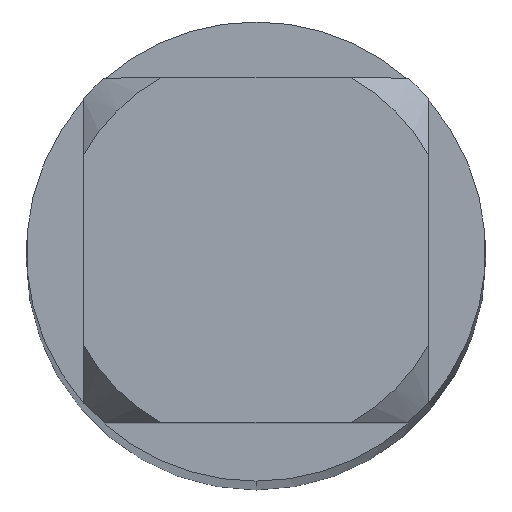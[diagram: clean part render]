
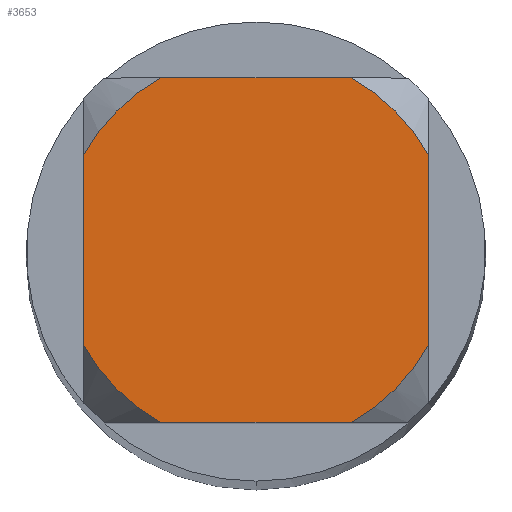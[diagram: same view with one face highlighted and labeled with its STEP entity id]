
A CAD part, top view. The second image highlights one B-rep face of the part: STEP entity #3653.
In plain terms, the highlighted planar face has unit normal (0, 0, 1).
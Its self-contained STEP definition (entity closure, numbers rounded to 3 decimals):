
#1999=EDGE_CURVE('',#5185,#3881,#5647,.T.);
#2015=EDGE_CURVE('',#5077,#3033,#5664,.T.);
#2319=VERTEX_POINT('',#5993);
#2395=EDGE_CURVE('',#2319,#3277,#6072,.T.);
#2413=EDGE_CURVE('',#4845,#3851,#6091,.T.);
#2853=EDGE_CURVE('',#5077,#3277,#6571,.T.);
#3033=VERTEX_POINT('',#6765);
#3277=VERTEX_POINT('',#7029);
#3653=ADVANCED_FACE('',(#7440),#7441,.T.);
#3851=VERTEX_POINT('',#7656);
#3881=VERTEX_POINT('',#7688);
#4307=EDGE_CURVE('',#5185,#3851,#8156,.T.);
#4845=VERTEX_POINT('',#8744);
#5077=VERTEX_POINT('',#9004);
#5185=VERTEX_POINT('',#9123);
#5221=EDGE_CURVE('',#2319,#3881,#9161,.T.);
#5363=EDGE_CURVE('',#4845,#3033,#9316,.T.);
#5647=CIRCLE('',#9694,1.2);
#5664=CIRCLE('',#9723,1.2);
#5993=CARTESIAN_POINT('',(-0.581,-1.05,0.0));
#6072=CIRCLE('',#10488,1.2);
#6091=CIRCLE('',#10510,1.2);
#6571=LINE('',#11297,#11298);
#6765=CARTESIAN_POINT('',(-0.581,1.05,0.0));
#7029=CARTESIAN_POINT('',(-1.05,-0.581,0.0));
#7440=FACE_OUTER_BOUND('',#12805,.T.);
#7441=PLANE('',#12806);
#7656=CARTESIAN_POINT('',(1.05,0.581,0.0));
#7688=CARTESIAN_POINT('',(0.581,-1.05,0.0));
#8156=LINE('',#14016,#14017);
#8744=CARTESIAN_POINT('',(0.581,1.05,0.0));
#9004=CARTESIAN_POINT('',(-1.05,0.581,0.0));
#9123=CARTESIAN_POINT('',(1.05,-0.581,0.0));
#9161=LINE('',#15701,#15702);
#9316=LINE('',#15944,#15945);
#9694=AXIS2_PLACEMENT_3D('',#16360,#16361,#16362);
#9723=AXIS2_PLACEMENT_3D('',#16376,#16377,#16378);
#10488=AXIS2_PLACEMENT_3D('',#16777,#16778,#16779);
#10510=AXIS2_PLACEMENT_3D('',#16794,#16795,#16796);
#11297=CARTESIAN_POINT('',(-1.05,0.3,0.0));
#11298=VECTOR('',#17483,1.0);
#12805=EDGE_LOOP('',(#18548,#18549,#18550,#18551,#18552,#18553,#18554,#18555));
#12806=AXIS2_PLACEMENT_3D('',#18556,#18557,#18558);
#14016=CARTESIAN_POINT('',(1.05,0.3,0.0));
#14017=VECTOR('',#19323,1.0);
#15701=CARTESIAN_POINT('',(0.0,-1.05,0.0));
#15702=VECTOR('',#20412,1.0);
#15944=CARTESIAN_POINT('',(0.0,1.05,0.0));
#15945=VECTOR('',#20574,1.0);
#16360=CARTESIAN_POINT('',(0.0,0.0,0.0));
#16361=DIRECTION('',(0.0,0.0,-1.0));
#16362=DIRECTION('',(0.0,1.0,0.0));
#16376=CARTESIAN_POINT('',(0.0,0.0,0.0));
#16377=DIRECTION('',(0.0,0.0,-1.0));
#16378=DIRECTION('',(0.0,1.0,0.0));
#16777=CARTESIAN_POINT('',(0.0,0.0,0.0));
#16778=DIRECTION('',(0.0,0.0,-1.0));
#16779=DIRECTION('',(0.0,1.0,0.0));
#16794=CARTESIAN_POINT('',(0.0,0.0,0.0));
#16795=DIRECTION('',(0.0,0.0,-1.0));
#16796=DIRECTION('',(0.0,1.0,0.0));
#17483=DIRECTION('',(-0.0,-1.0,0.0));
#18548=ORIENTED_EDGE('',*,*,#2853,.T.);
#18549=ORIENTED_EDGE('',*,*,#2395,.F.);
#18550=ORIENTED_EDGE('',*,*,#5221,.T.);
#18551=ORIENTED_EDGE('',*,*,#1999,.F.);
#18552=ORIENTED_EDGE('',*,*,#4307,.T.);
#18553=ORIENTED_EDGE('',*,*,#2413,.F.);
#18554=ORIENTED_EDGE('',*,*,#5363,.T.);
#18555=ORIENTED_EDGE('',*,*,#2015,.F.);
#18556=CARTESIAN_POINT('',(0.0,0.6,0.0));
#18557=DIRECTION('',(-0.0,0.0,1.0));
#18558=DIRECTION('',(0.0,-1.0,0.0));
#19323=DIRECTION('',(-0.0,1.0,0.0));
#20412=DIRECTION('',(1.0,0.0,0.0));
#20574=DIRECTION('',(-1.0,0.0,0.0));
